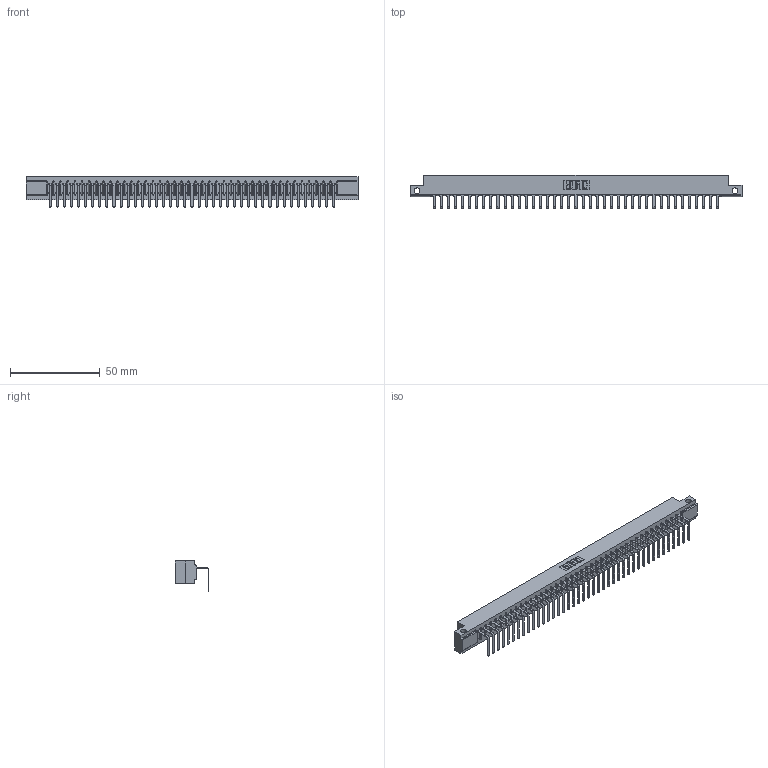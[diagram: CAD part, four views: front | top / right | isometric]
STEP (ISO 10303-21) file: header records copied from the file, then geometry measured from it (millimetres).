
FILE_DESCRIPTION (( 'STEP AP203' ), '1' );
FILE_NAME ('307-041-558-112.STEP', '2019-09-05T15:04:52', ( '' ), ( '' ), 'SwSTEP 2.0', 'SolidWorks 2016', '' );
FILE_SCHEMA (( 'CONFIG_CONTROL_DESIGN' ));
Length unit declared in the file: inch
Products named in the file (3): 307-290-001_558 - 2 (Single); 307 Part_.128 Dia Side Mounting Holes; 307-041-558-112
Assembly tree (42 placements, depth 2):
  307-041-558-112
    307 Part_.128 Dia Side Mounting Holes
    307-290-001_558 - 2 (Single)  x41
Bounding box: 185.47 x 18.96 x 16.8 mm (x, y, z)
Volume: 19292.2 mm3; surface area: 21587.9 mm2
Topology: 42 solids, 42 shells, 2620 faces, 7457 edges, 4802 vertices
Faces by surface type: plane 1669, cylinder 867, sphere 84
Entity records: 35378 total; most frequent: CARTESIAN_POINT 5960, ORIENTED_EDGE 5946, DIRECTION 5797, EDGE_CURVE 2973, VECTOR 2279, LINE 2279, VERTEX_POINT 1922, AXIS2_PLACEMENT_3D 1759
